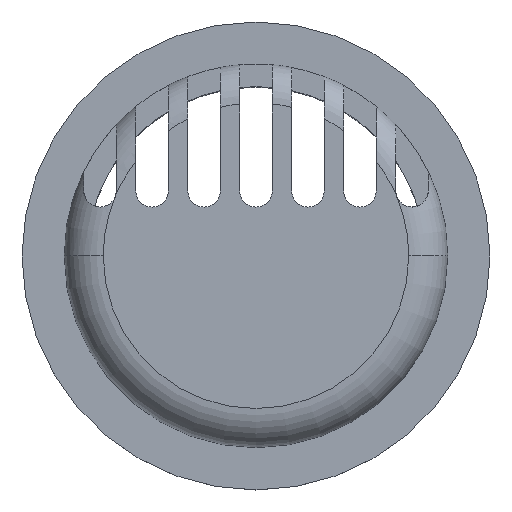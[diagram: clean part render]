
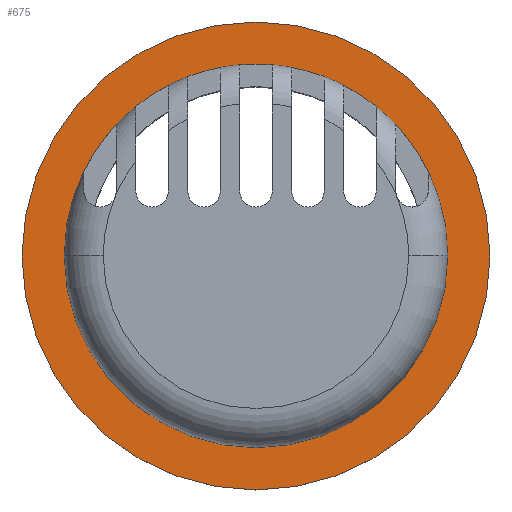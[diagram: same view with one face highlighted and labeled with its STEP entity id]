
A CAD part, top view. The second image highlights one B-rep face of the part: STEP entity #675.
In plain terms, the highlighted planar face has unit normal (0, 0, 1).
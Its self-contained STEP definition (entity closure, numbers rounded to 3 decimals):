
#100 = EDGE_CURVE ( 'NONE', #1697, #485, #637, .T. ) ;
#144 = CARTESIAN_POINT ( 'NONE',  ( 0., 0., 1.3 ) ) ;
#222 = AXIS2_PLACEMENT_3D ( 'NONE', #1648, #1134, #1632 ) ;
#223 = CIRCLE ( 'NONE', #417, 14.75 ) ;
#235 = CARTESIAN_POINT ( 'NONE',  ( 14.75, 0., 1.3 ) ) ;
#329 = ORIENTED_EDGE ( 'NONE', *, *, #100, .T. ) ;
#362 = CARTESIAN_POINT ( 'NONE',  ( 0., 0., 1.3 ) ) ;
#377 = EDGE_CURVE ( 'NONE', #1105, #2173, #1489, .T. ) ;
#417 = AXIS2_PLACEMENT_3D ( 'NONE', #362, #1962, #2122 ) ;
#422 = PLANE ( 'NONE',  #222 ) ;
#474 = ORIENTED_EDGE ( 'NONE', *, *, #1579, .F. ) ;
#485 = VERTEX_POINT ( 'NONE', #700 ) ;
#506 = FACE_OUTER_BOUND ( 'NONE', #950, .T. ) ;
#637 = CIRCLE ( 'NONE', #2181, 18. ) ;
#675 = ADVANCED_FACE ( 'NONE', ( #2257, #506 ), #422, .T. ) ;
#683 = EDGE_LOOP ( 'NONE', ( #474, #1843 ) ) ;
#700 = CARTESIAN_POINT ( 'NONE',  ( 18., 0., 1.3 ) ) ;
#909 = DIRECTION ( 'NONE',  ( 0., 0., 1. ) ) ;
#911 = AXIS2_PLACEMENT_3D ( 'NONE', #2205, #2182, #1664 ) ;
#950 = EDGE_LOOP ( 'NONE', ( #329, #1025 ) ) ;
#1025 = ORIENTED_EDGE ( 'NONE', *, *, #1760, .T. ) ;
#1105 = VERTEX_POINT ( 'NONE', #235 ) ;
#1134 = DIRECTION ( 'NONE',  ( 0., 0., 1. ) ) ;
#1153 = DIRECTION ( 'NONE',  ( 0., 0., 1. ) ) ;
#1179 = DIRECTION ( 'NONE',  ( 1., 0., 0. ) ) ;
#1263 = DIRECTION ( 'NONE',  ( 1., 0., 0. ) ) ;
#1489 = CIRCLE ( 'NONE', #911, 14.75 ) ;
#1529 = CARTESIAN_POINT ( 'NONE',  ( 0., 0., 1.3 ) ) ;
#1579 = EDGE_CURVE ( 'NONE', #2173, #1105, #223, .T. ) ;
#1632 = DIRECTION ( 'NONE',  ( 1., 0., 0. ) ) ;
#1648 = CARTESIAN_POINT ( 'NONE',  ( 0., 0., 1.3 ) ) ;
#1664 = DIRECTION ( 'NONE',  ( 1., 0., 0. ) ) ;
#1697 = VERTEX_POINT ( 'NONE', #2186 ) ;
#1760 = EDGE_CURVE ( 'NONE', #485, #1697, #2041, .T. ) ;
#1829 = AXIS2_PLACEMENT_3D ( 'NONE', #1529, #1153, #1179 ) ;
#1843 = ORIENTED_EDGE ( 'NONE', *, *, #377, .F. ) ;
#1851 = CARTESIAN_POINT ( 'NONE',  ( -14.75, 0., 1.3 ) ) ;
#1962 = DIRECTION ( 'NONE',  ( 0., 0., 1. ) ) ;
#2041 = CIRCLE ( 'NONE', #1829, 18. ) ;
#2122 = DIRECTION ( 'NONE',  ( 1., 0., 0. ) ) ;
#2173 = VERTEX_POINT ( 'NONE', #1851 ) ;
#2181 = AXIS2_PLACEMENT_3D ( 'NONE', #144, #909, #1263 ) ;
#2182 = DIRECTION ( 'NONE',  ( 0., 0., 1. ) ) ;
#2186 = CARTESIAN_POINT ( 'NONE',  ( -18., 0., 1.3 ) ) ;
#2205 = CARTESIAN_POINT ( 'NONE',  ( 0., 0., 1.3 ) ) ;
#2257 = FACE_BOUND ( 'NONE', #683, .T. ) ;
